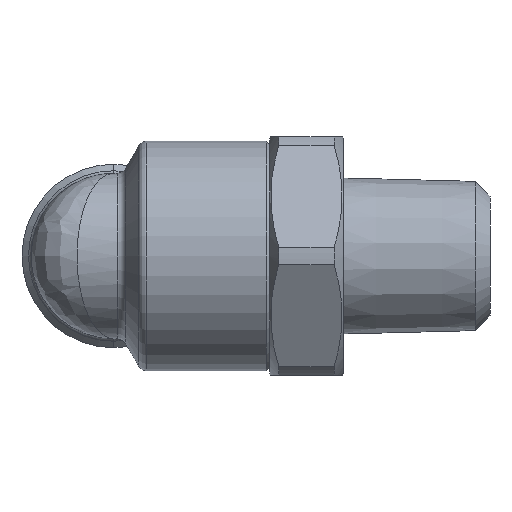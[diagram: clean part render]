
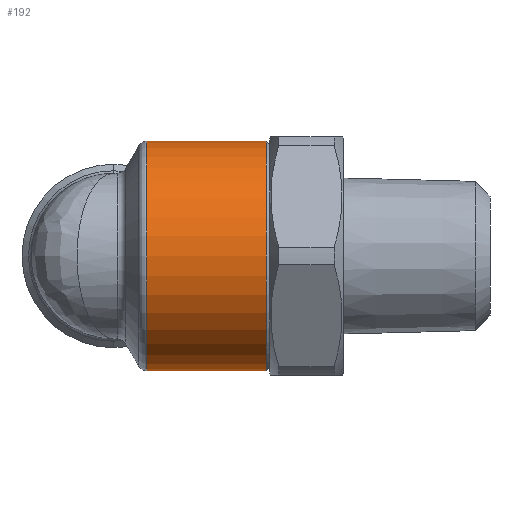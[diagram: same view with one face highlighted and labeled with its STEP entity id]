
A CAD part, left-side view. The second image highlights one B-rep face of the part: STEP entity #192.
In plain terms, the highlighted cylindrical face has radius 6.25 mm (diameter 12.5 mm), a partial arc.
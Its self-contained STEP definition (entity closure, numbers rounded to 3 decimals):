
#162 = EDGE_LOOP ( 'NONE', ( #234, #235, #189, #224 ) ) ;
#188 = EDGE_CURVE ( 'NONE', #1835, #1834, #2511, .T. ) ;
#189 = ORIENTED_EDGE ( 'NONE', *, *, #1942, .T. ) ;
#192 = ADVANCED_FACE ( 'NONE', ( #2456 ), #2455, .T. ) ;
#224 = ORIENTED_EDGE ( 'NONE', *, *, #1963, .T. ) ;
#234 = ORIENTED_EDGE ( 'NONE', *, *, #1957, .F. ) ;
#235 = ORIENTED_EDGE ( 'NONE', *, *, #188, .T. ) ;
#526 = CARTESIAN_POINT ( 'NONE',  ( 0., -8.3, 6.25 ) ) ;
#539 = CARTESIAN_POINT ( 'NONE',  ( 0., -8.3, -6.25 ) ) ;
#706 = CARTESIAN_POINT ( 'NONE',  ( 0., -1.789, 6.25 ) ) ;
#770 = CARTESIAN_POINT ( 'NONE',  ( 0., 5.805, 6.25 ) ) ;
#771 = VECTOR ( 'NONE', #773, 1000. ) ;
#772 = LINE ( 'NONE', #770, #771 ) ;
#773 = DIRECTION ( 'NONE',  ( 0., 1., 0. ) ) ;
#1834 = VERTEX_POINT ( 'NONE', #526 ) ;
#1835 = VERTEX_POINT ( 'NONE', #539 ) ;
#1931 = VERTEX_POINT ( 'NONE', #706 ) ;
#1942 = EDGE_CURVE ( 'NONE', #1834, #1931, #772, .T. ) ;
#1957 = EDGE_CURVE ( 'NONE', #1835, #1965, #3603, .T. ) ;
#1963 = EDGE_CURVE ( 'NONE', #1931, #1965, #3634, .T. ) ;
#1965 = VERTEX_POINT ( 'NONE', #3629 ) ;
#2433 = DIRECTION ( 'NONE',  ( 0., 0., 1. ) ) ;
#2435 = CARTESIAN_POINT ( 'NONE',  ( 0., 5.805, 0. ) ) ;
#2436 = AXIS2_PLACEMENT_3D ( 'NONE', #2435, #2451, #2433 ) ;
#2451 = DIRECTION ( 'NONE',  ( 0., 1., 0. ) ) ;
#2455 = CYLINDRICAL_SURFACE ( 'NONE', #2436, 6.25 ) ;
#2456 = FACE_OUTER_BOUND ( 'NONE', #162, .T. ) ;
#2487 = CARTESIAN_POINT ( 'NONE',  ( 0., -8.3, 0. ) ) ;
#2508 = DIRECTION ( 'NONE',  ( 0., 0., 1. ) ) ;
#2509 = DIRECTION ( 'NONE',  ( 0., 1., 0. ) ) ;
#2510 = AXIS2_PLACEMENT_3D ( 'NONE', #2487, #2509, #2508 ) ;
#2511 = CIRCLE ( 'NONE', #2510, 6.25 ) ;
#3584 = DIRECTION ( 'NONE',  ( 0., 1., 0. ) ) ;
#3585 = VECTOR ( 'NONE', #3584, 1000. ) ;
#3586 = CARTESIAN_POINT ( 'NONE',  ( 0., 5.805, -6.25 ) ) ;
#3603 = LINE ( 'NONE', #3586, #3585 ) ;
#3629 = CARTESIAN_POINT ( 'NONE',  ( 0., -1.789, -6.25 ) ) ;
#3630 = DIRECTION ( 'NONE',  ( 0., 0., -1. ) ) ;
#3631 = DIRECTION ( 'NONE',  ( 0., -1., 0. ) ) ;
#3632 = CARTESIAN_POINT ( 'NONE',  ( 0., -1.789, 0. ) ) ;
#3633 = AXIS2_PLACEMENT_3D ( 'NONE', #3632, #3631, #3630 ) ;
#3634 = CIRCLE ( 'NONE', #3633, 6.25 ) ;
